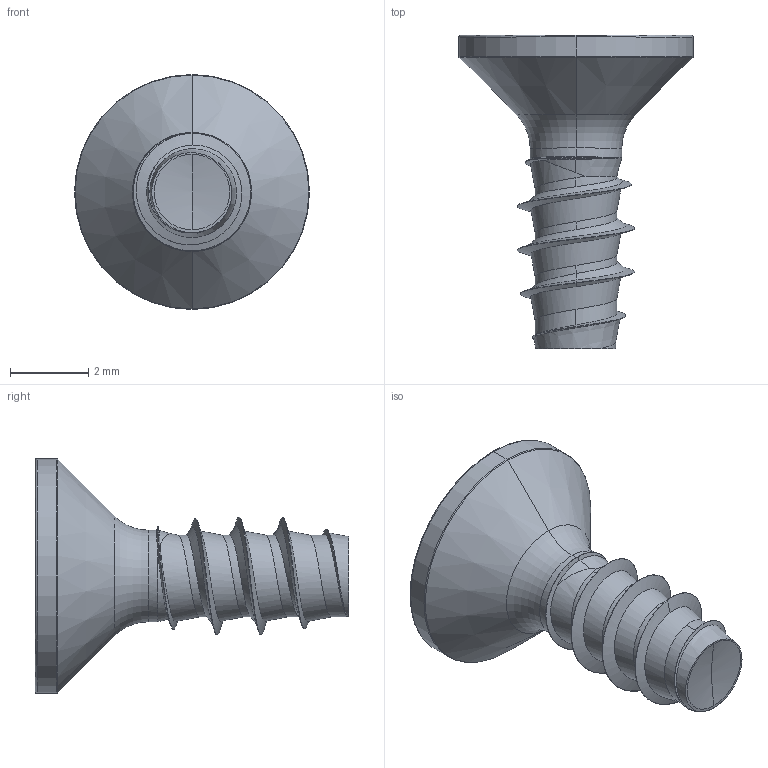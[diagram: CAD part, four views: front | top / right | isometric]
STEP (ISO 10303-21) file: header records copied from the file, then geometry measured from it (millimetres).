
FILE_DESCRIPTION (( 'STEP AP203' ), '1' );
FILE_NAME ('STP430300080.STEP', '2017-08-16T15:36:20', ( '' ), ( '' ), 'SwSTEP 2.0', 'SolidWorks 2015', '' );
FILE_SCHEMA (( 'CONFIG_CONTROL_DESIGN' ));
Length unit declared in the file: millimetre
Products named in the file (1): STP430300080
Bounding box: 6 x 8 x 6 mm (x, y, z)
Volume: 59.6 mm3; surface area: 142.7 mm2
Topology: 1 solids, 1 shells, 98 faces, 233 edges, 139 vertices
Faces by surface type: cylinder 35, bspline 35, cone 13, torus 10, plane 3, sphere 2
Entity records: 10210 total; most frequent: CARTESIAN_POINT 8187, ORIENTED_EDGE 466, DIRECTION 322, EDGE_CURVE 233, VERTEX_POINT 139, AXIS2_PLACEMENT_3D 135, B_SPLINE_CURVE_WITH_KNOTS 101, EDGE_LOOP 100
